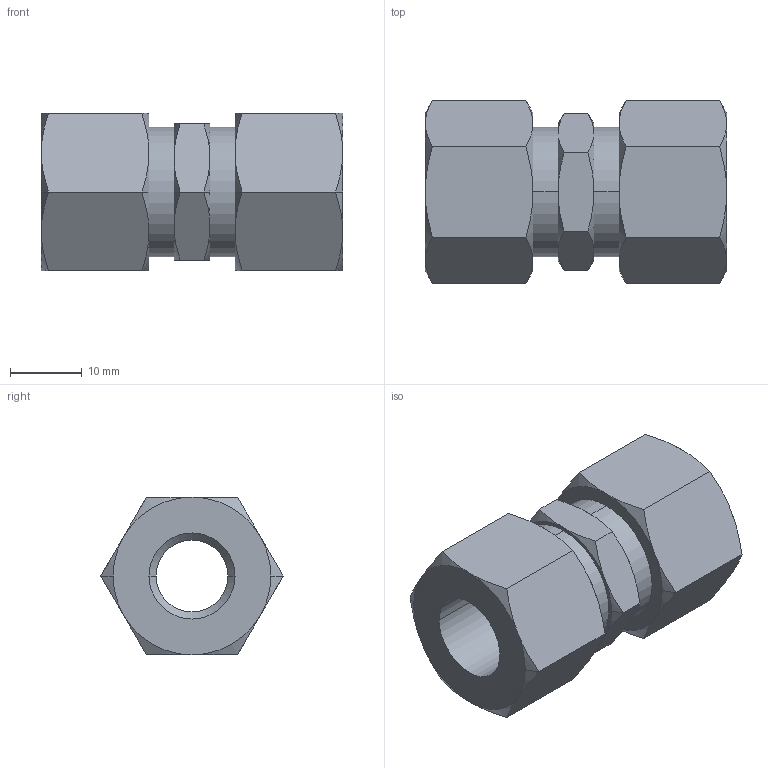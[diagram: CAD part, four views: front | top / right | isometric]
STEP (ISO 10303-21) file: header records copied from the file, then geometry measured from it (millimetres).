
FILE_DESCRIPTION(('STEP AP214'),'1');
FILE_NAME('0106_12_00.stp','2016-07-07T14:21:19',('TraceParts'),('TraceParts S.A.'),'Spatial InterOp 3D',' ',' ');
FILE_SCHEMA(('automotive_design'));
Length unit declared in the file: millimetre
Products named in the file (1): 1
Bounding box: 42 x 25.4 x 22 mm (x, y, z)
Volume: 11523.7 mm3; surface area: 5497.8 mm2
Topology: 1 solids, 1 shells, 86 faces, 184 edges, 104 vertices
Faces by surface type: cone 52, plane 24, cylinder 10
Entity records: 2359 total; most frequent: CARTESIAN_POINT 663, ORIENTED_EDGE 368, DIRECTION 354, EDGE_CURVE 184, AXIS2_PLACEMENT_3D 155, VERTEX_POINT 104, EDGE_LOOP 92, ADVANCED_FACE 86
